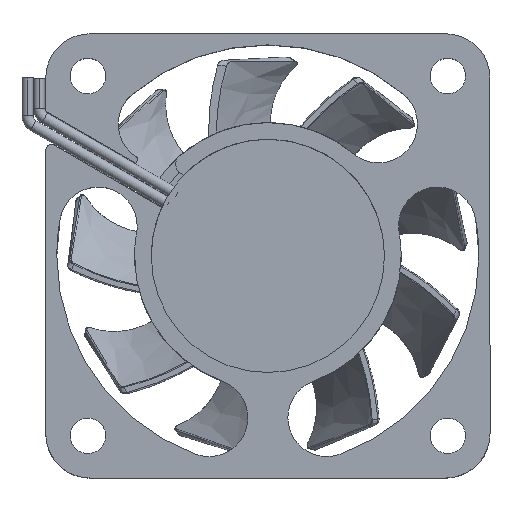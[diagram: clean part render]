
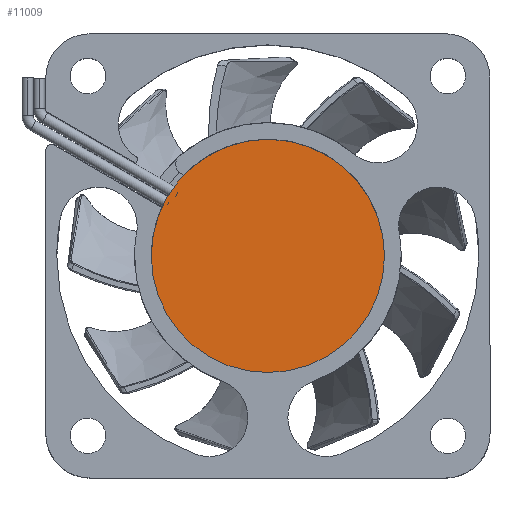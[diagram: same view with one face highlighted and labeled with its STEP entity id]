
A CAD part, top view. The second image highlights one B-rep face of the part: STEP entity #11009.
In plain terms, the highlighted planar face has unit normal (0, 0, 1).
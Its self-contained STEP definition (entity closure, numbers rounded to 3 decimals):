
#836 = CARTESIAN_POINT ( 'NONE',  ( 0., 0., 5.35 ) ) ;
#1001 = CARTESIAN_POINT ( 'NONE',  ( 0., 0., 5.35 ) ) ;
#2371 = CARTESIAN_POINT ( 'NONE',  ( 10.5, 0., 5.35 ) ) ;
#2521 = AXIS2_PLACEMENT_3D ( 'NONE', #3988, #7458, #3000 ) ;
#3000 = DIRECTION ( 'NONE',  ( 1., 0., 0. ) ) ;
#3948 = EDGE_LOOP ( 'NONE', ( #5240, #7974 ) ) ;
#3988 = CARTESIAN_POINT ( 'NONE',  ( 0., 0., 5.35 ) ) ;
#4044 = CIRCLE ( 'NONE', #12461, 10.5 ) ;
#4476 = DIRECTION ( 'NONE',  ( 1., 0., 0. ) ) ;
#5240 = ORIENTED_EDGE ( 'NONE', *, *, #10525, .T. ) ;
#5276 = FACE_OUTER_BOUND ( 'NONE', #3948, .T. ) ;
#5595 = DIRECTION ( 'NONE',  ( 0., 0., 1. ) ) ;
#7174 = EDGE_CURVE ( 'NONE', #9812, #9617, #4044, .T. ) ;
#7433 = AXIS2_PLACEMENT_3D ( 'NONE', #836, #14722, #7929 ) ;
#7458 = DIRECTION ( 'NONE',  ( 0., 0., 1. ) ) ;
#7929 = DIRECTION ( 'NONE',  ( 1., 0., 0. ) ) ;
#7974 = ORIENTED_EDGE ( 'NONE', *, *, #7174, .T. ) ;
#9617 = VERTEX_POINT ( 'NONE', #10825 ) ;
#9812 = VERTEX_POINT ( 'NONE', #2371 ) ;
#10525 = EDGE_CURVE ( 'NONE', #9617, #9812, #13941, .T. ) ;
#10825 = CARTESIAN_POINT ( 'NONE',  ( -10.5, 0., 5.35 ) ) ;
#11009 = ADVANCED_FACE ( 'NONE', ( #5276 ), #14478, .T. ) ;
#12461 = AXIS2_PLACEMENT_3D ( 'NONE', #1001, #5595, #4476 ) ;
#13941 = CIRCLE ( 'NONE', #7433, 10.5 ) ;
#14478 = PLANE ( 'NONE',  #2521 ) ;
#14722 = DIRECTION ( 'NONE',  ( 0., 0., 1. ) ) ;
